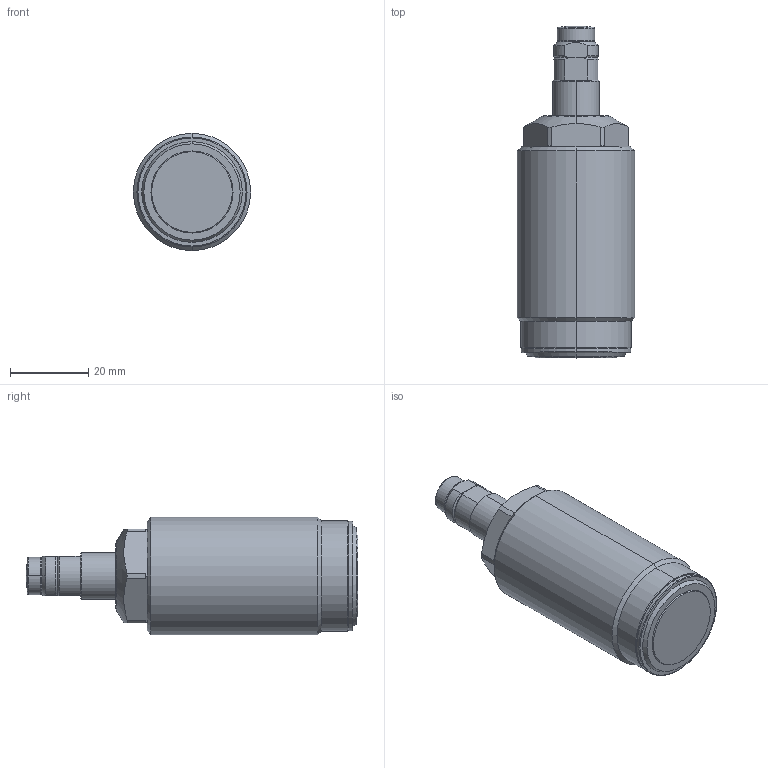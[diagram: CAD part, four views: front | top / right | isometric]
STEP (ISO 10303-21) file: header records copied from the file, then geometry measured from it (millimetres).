
FILE_DESCRIPTION(/* description */ (''),/* implementation_level */ '2;1');
FILE_NAME(/* name */ 'TSS03-M.stp',/* time_stamp */ '2025-01-11T07:59:42+08:00',/* author */ (''),/* organization */ (''),/* preprocessor_version */ 'ST-DEVELOPER v16.7',/* originating_system */ 'SIEMENS PLM Software NX 12.0',/* authorisation */ '');
FILE_SCHEMA (('AUTOMOTIVE_DESIGN { 1 0 10303 214 3 1 1 1 }'));
Length unit declared in the file: millimetre
Products named in the file (8): XLD-M8SP_pad; XLD-M8SP_pin; XLD-M8_Oring; XLD-M8SP_contactbolt; TSS03-M02; TSS03-M01; XLDM8_-M; TSS03_stp
Assembly tree (7 placements, depth 3):
  TSS03_stp
    TSS03-M01
    TSS03-M02
    XLDM8_-M
      XLD-M8SP_contactbolt
      XLD-M8_Oring
      XLD-M8SP_pin
      XLD-M8SP_pad
Bounding box: 30 x 85 x 30 mm (x, y, z)
Volume: 41783.4 mm3; surface area: 9313.6 mm2
Topology: 6 solids, 6 shells, 165 faces, 378 edges, 231 vertices
Faces by surface type: cylinder 53, cone 41, plane 34, torus 31, sphere 6
Entity records: 5241 total; most frequent: CARTESIAN_POINT 1256, DIRECTION 868, ORIENTED_EDGE 756, EDGE_CURVE 378, AXIS2_PLACEMENT_3D 373, VERTEX_POINT 231, CIRCLE 200, EDGE_LOOP 181
